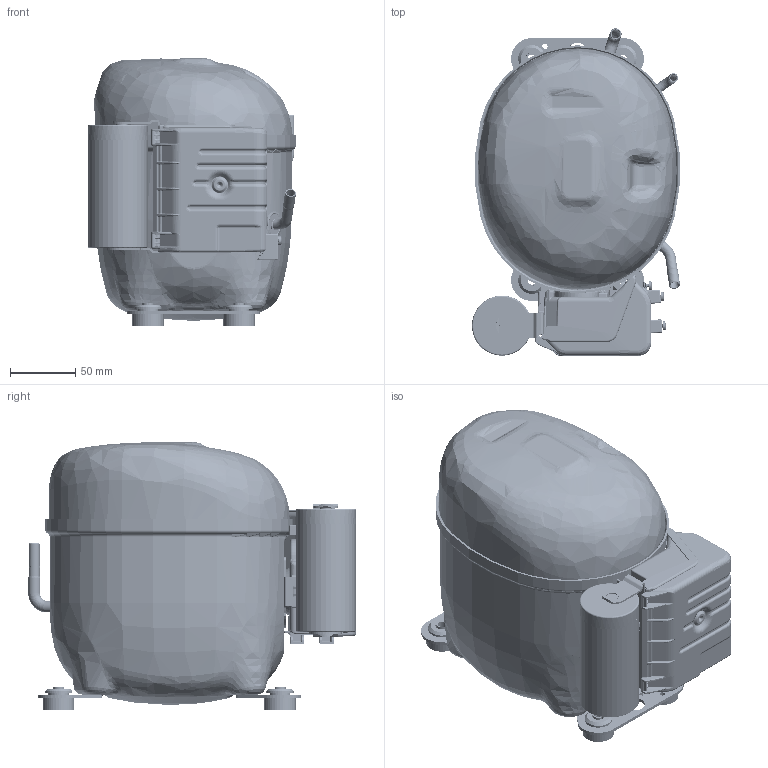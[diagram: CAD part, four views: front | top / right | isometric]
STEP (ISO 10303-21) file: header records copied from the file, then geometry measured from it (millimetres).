
FILE_DESCRIPTION(/* description */ (''),/* implementation_level */ '2;1');
FILE_NAME(/* name */ 'DCAE126FR_b-m.stp',/* time_stamp */ '2016-02-25T16:48:19+01:00',/* author */ (''),/* organization */ (''),/* preprocessor_version */ 'ST-DEVELOPER v14',/* originating_system */ 'SIEMENS PLM Software NX 8.0',/* authorisation */ '');
FILE_SCHEMA (('CONFIG_CONTROL_DESIGN'));
Length unit declared in the file: millimetre
Products named in the file (1): DCAE126FR_b-m
Bounding box: 159.85 x 251.55 x 205.15 mm (x, y, z)
Volume: 587811.9 mm3; surface area: 435886.1 mm2
Topology: 42 solids, 42 shells, 6001 faces, 15210 edges, 9435 vertices
Faces by surface type: plane 2152, cylinder 1316, bspline 1268, extrusion 744, torus 247, cone 140, sphere 134
Full cylindrical faces by diameter (mm): 1.8 x4, 2.285 x6, 3.25 x2, 3.35 x1, 3.5 x2, 3.7 x2, 4.2 x2, 4.5 x1, 4.97 x1, 5.05 x4, 5.1 x4, 5.35 x1, 5.95 x3, 6.35 x6, 6.453 x1, 6.5 x1, 6.97 x1, 7 x6, 7.05 x4, 7.5 x2, 7.6 x1, 7.95 x3, 8 x4, 8.2 x8, 8.453 x1, 8.5 x4, 8.6 x1, 9 x5, 9.6 x1, 9.7 x2
Entity records: 264069 total; most frequent: CARTESIAN_POINT 134139, ORIENTED_EDGE 29396, DIRECTION 22135, EDGE_CURVE 14698, VERTEX_POINT 9292, VECTOR 7773, AXIS2_PLACEMENT_3D 7181, LINE 7029
